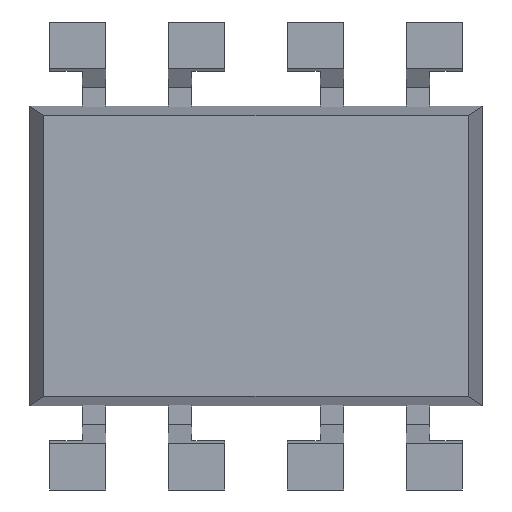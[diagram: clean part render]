
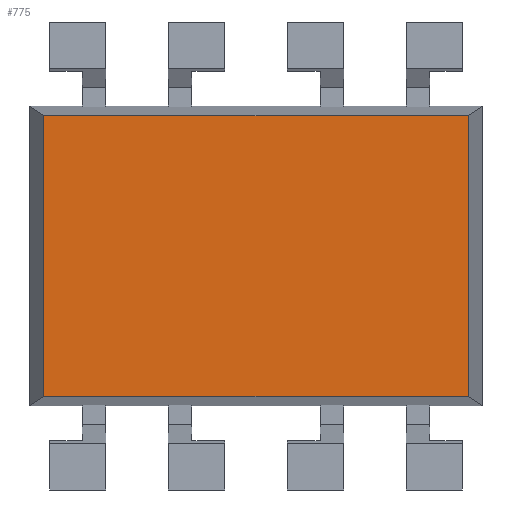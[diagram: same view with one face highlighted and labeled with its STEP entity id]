
A CAD part, front view. The second image highlights one B-rep face of the part: STEP entity #775.
In plain terms, the highlighted planar face has unit normal (0, -1, 0).
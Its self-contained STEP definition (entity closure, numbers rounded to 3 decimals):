
#296 = CARTESIAN_POINT ( 'NONE',  ( -0.72, 0.35, 3. ) ) ;
#463 = VERTEX_POINT ( 'NONE', #2639 ) ;
#483 = EDGE_CURVE ( 'NONE', #2424, #643, #2725, .T. ) ;
#493 = ORIENTED_EDGE ( 'NONE', *, *, #483, .F. ) ;
#631 = VERTEX_POINT ( 'NONE', #296 ) ;
#643 = VERTEX_POINT ( 'NONE', #2146 ) ;
#746 = ORIENTED_EDGE ( 'NONE', *, *, #776, .T. ) ;
#775 = ADVANCED_FACE ( 'NONE', ( #1522 ), #1523, .F. ) ;
#776 = EDGE_CURVE ( 'NONE', #463, #631, #1538, .T. ) ;
#1023 = EDGE_LOOP ( 'NONE', ( #746, #1029, #493, #1561 ) ) ;
#1029 = ORIENTED_EDGE ( 'NONE', *, *, #1278, .F. ) ;
#1239 = EDGE_CURVE ( 'NONE', #2424, #463, #2377, .T. ) ;
#1278 = EDGE_CURVE ( 'NONE', #643, #631, #2431, .T. ) ;
#1522 = FACE_OUTER_BOUND ( 'NONE', #1023, .T. ) ;
#1523 = PLANE ( 'NONE',  #1524 ) ;
#1524 = AXIS2_PLACEMENT_3D ( 'NONE', #1526, #1527, #1528 ) ;
#1526 = CARTESIAN_POINT ( 'NONE',  ( 8.64, 0.35, 3. ) ) ;
#1527 = DIRECTION ( 'NONE',  ( 0., 1., 0. ) ) ;
#1528 = DIRECTION ( 'NONE',  ( 0., 0., 1. ) ) ;
#1538 = LINE ( 'NONE', #1539, #1540 ) ;
#1539 = CARTESIAN_POINT ( 'NONE',  ( 8.64, 0.35, 3. ) ) ;
#1540 = VECTOR ( 'NONE', #1541, 1000. ) ;
#1541 = DIRECTION ( 'NONE',  ( -1., 0., 0. ) ) ;
#1561 = ORIENTED_EDGE ( 'NONE', *, *, #1239, .T. ) ;
#1800 = CARTESIAN_POINT ( 'NONE',  ( 8.34, 0.35, -3. ) ) ;
#2146 = CARTESIAN_POINT ( 'NONE',  ( -0.72, 0.35, -3. ) ) ;
#2377 = LINE ( 'NONE', #2378, #2379 ) ;
#2378 = CARTESIAN_POINT ( 'NONE',  ( 8.34, 0.35, -3.2 ) ) ;
#2379 = VECTOR ( 'NONE', #2380, 1000. ) ;
#2380 = DIRECTION ( 'NONE',  ( 0., 0., 1. ) ) ;
#2424 = VERTEX_POINT ( 'NONE', #1800 ) ;
#2431 = LINE ( 'NONE', #2432, #2433 ) ;
#2432 = CARTESIAN_POINT ( 'NONE',  ( -0.72, 0.35, -3.2 ) ) ;
#2433 = VECTOR ( 'NONE', #2434, 1000. ) ;
#2434 = DIRECTION ( 'NONE',  ( 0., 0., 1. ) ) ;
#2639 = CARTESIAN_POINT ( 'NONE',  ( 8.34, 0.35, 3. ) ) ;
#2725 = LINE ( 'NONE', #2726, #2727 ) ;
#2726 = CARTESIAN_POINT ( 'NONE',  ( 8.64, 0.35, -3. ) ) ;
#2727 = VECTOR ( 'NONE', #2728, 1000. ) ;
#2728 = DIRECTION ( 'NONE',  ( -1., 0., 0. ) ) ;
